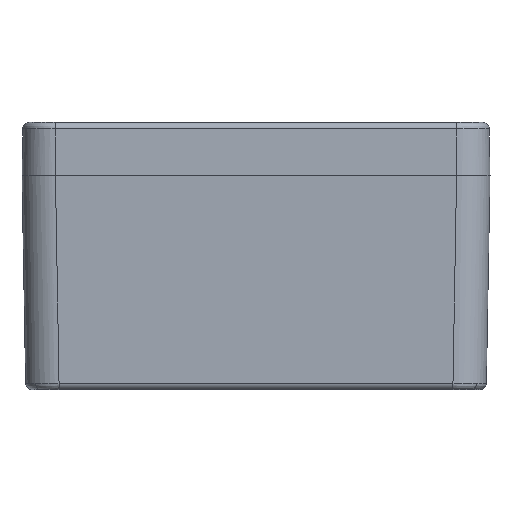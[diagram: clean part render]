
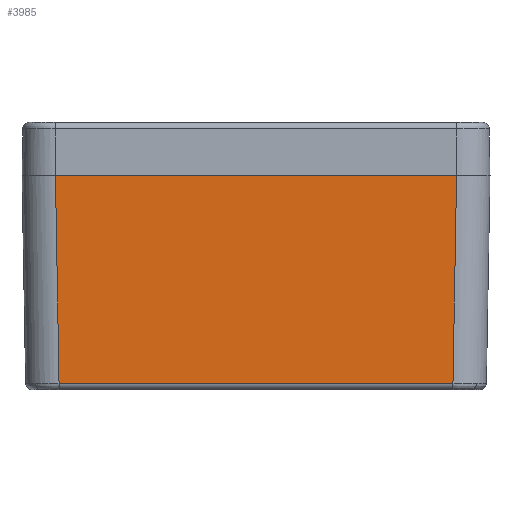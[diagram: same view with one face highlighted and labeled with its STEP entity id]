
A CAD part, left-side view. The second image highlights one B-rep face of the part: STEP entity #3985.
In plain terms, the highlighted planar face has unit normal (-1, 0, -0.018).
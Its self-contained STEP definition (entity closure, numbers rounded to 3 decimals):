
#376 = EDGE_CURVE ( 'NONE', #8317, #8152, #6199, .T. ) ;
#618 = VECTOR ( 'NONE', #7048, 1000. ) ;
#915 = VERTEX_POINT ( 'NONE', #6824 ) ;
#988 = DIRECTION ( 'NONE',  ( 0.017, -0.017, -1. ) ) ;
#1144 = CARTESIAN_POINT ( 'NONE',  ( -52.502, -30.002, 0.087 ) ) ;
#1272 = FACE_OUTER_BOUND ( 'NONE', #6740, .T. ) ;
#1681 = ORIENTED_EDGE ( 'NONE', *, *, #376, .T. ) ;
#3905 = ORIENTED_EDGE ( 'NONE', *, *, #9607, .T. ) ;
#3985 = ADVANCED_FACE ( 'NONE', ( #1272 ), #6191, .T. ) ;
#4534 = AXIS2_PLACEMENT_3D ( 'NONE', #10587, #7055, #8854 ) ;
#4576 = ORIENTED_EDGE ( 'NONE', *, *, #8400, .F. ) ;
#4864 = VECTOR ( 'NONE', #10673, 1000. ) ;
#5042 = EDGE_CURVE ( 'NONE', #915, #7496, #10612, .T. ) ;
#5713 = DIRECTION ( 'NONE',  ( 0., -1., 0. ) ) ;
#6191 = PLANE ( 'NONE',  #4534 ) ;
#6199 = LINE ( 'NONE', #6755, #8983 ) ;
#6594 = CARTESIAN_POINT ( 'NONE',  ( -51.959, -35., -31.017 ) ) ;
#6740 = EDGE_LOOP ( 'NONE', ( #1681, #3905, #9602, #4576 ) ) ;
#6755 = CARTESIAN_POINT ( 'NONE',  ( -52.48, 29.981, -1.134 ) ) ;
#6824 = CARTESIAN_POINT ( 'NONE',  ( -51.959, -29.459, -31.017 ) ) ;
#7048 = DIRECTION ( 'NONE',  ( 0., -1., 0. ) ) ;
#7055 = DIRECTION ( 'NONE',  ( -1., 0., -0.017 ) ) ;
#7496 = VERTEX_POINT ( 'NONE', #8815 ) ;
#7600 = CARTESIAN_POINT ( 'NONE',  ( -52.5, 30.001, 0. ) ) ;
#7939 = LINE ( 'NONE', #6594, #10485 ) ;
#8152 = VERTEX_POINT ( 'NONE', #8297 ) ;
#8297 = CARTESIAN_POINT ( 'NONE',  ( -51.959, 29.459, -31.017 ) ) ;
#8317 = VERTEX_POINT ( 'NONE', #7600 ) ;
#8400 = EDGE_CURVE ( 'NONE', #8317, #7496, #9426, .T. ) ;
#8702 = CARTESIAN_POINT ( 'NONE',  ( -52.5, -35., 0. ) ) ;
#8815 = CARTESIAN_POINT ( 'NONE',  ( -52.5, -30.001, 0. ) ) ;
#8854 = DIRECTION ( 'NONE',  ( -0.017, 0., 1. ) ) ;
#8983 = VECTOR ( 'NONE', #988, 1000. ) ;
#9426 = LINE ( 'NONE', #8702, #618 ) ;
#9602 = ORIENTED_EDGE ( 'NONE', *, *, #5042, .T. ) ;
#9607 = EDGE_CURVE ( 'NONE', #8152, #915, #7939, .T. ) ;
#10485 = VECTOR ( 'NONE', #5713, 1000. ) ;
#10587 = CARTESIAN_POINT ( 'NONE',  ( -52.5, -35., 0. ) ) ;
#10612 = LINE ( 'NONE', #1144, #4864 ) ;
#10673 = DIRECTION ( 'NONE',  ( -0.017, -0.017, 1. ) ) ;
